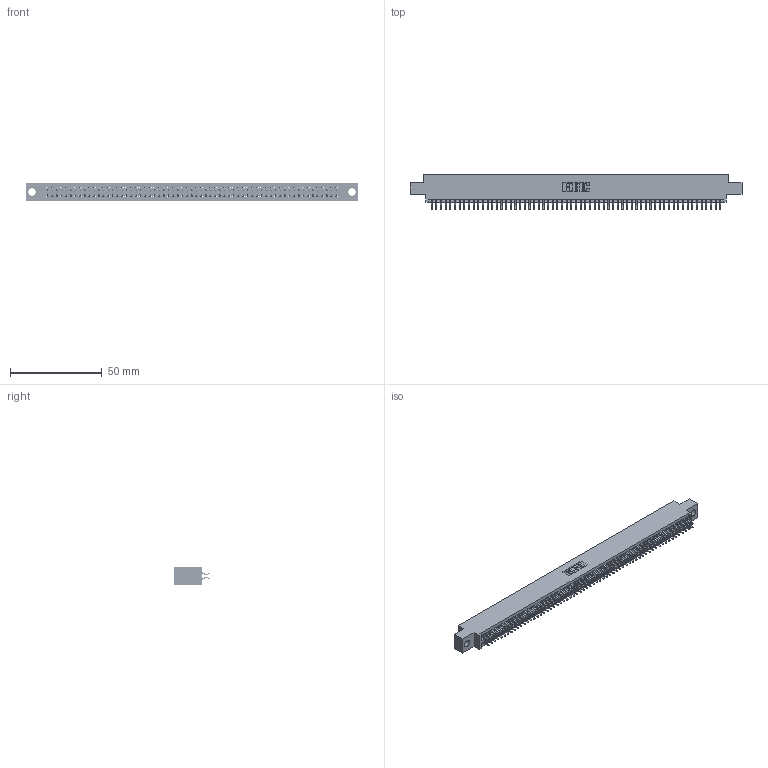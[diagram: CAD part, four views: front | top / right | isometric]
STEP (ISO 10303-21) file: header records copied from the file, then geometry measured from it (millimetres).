
FILE_DESCRIPTION (( 'STEP AP203' ), '1' );
FILE_NAME ('395-126-556-804.STEP', '2018-12-04T07:25:05', ( '' ), ( '' ), 'SwSTEP 2.0', 'SolidWorks 2016', '' );
FILE_SCHEMA (( 'CONFIG_CONTROL_DESIGN' ));
Length unit declared in the file: inch
Products named in the file (3): 345-292-001_556 Tail; 345 Part_0.170 Offset - 0.156 Dia-TH; 395-126-556-804
Assembly tree (127 placements, depth 2):
  395-126-556-804
    345 Part_0.170 Offset - 0.156 Dia-TH
    345-292-001_556 Tail  x126
Bounding box: 181.23 x 19.24 x 9.4 mm (x, y, z)
Volume: 17593.5 mm3; surface area: 26261.2 mm2
Topology: 127 solids, 127 shells, 7186 faces, 21395 edges, 14094 vertices
Faces by surface type: plane 4746, cylinder 2440
Entity records: 46959 total; most frequent: CARTESIAN_POINT 7868, ORIENTED_EDGE 7790, DIRECTION 6899, EDGE_CURVE 3895, VECTOR 3503, LINE 3503, VERTEX_POINT 2594, AXIS2_PLACEMENT_3D 1698
